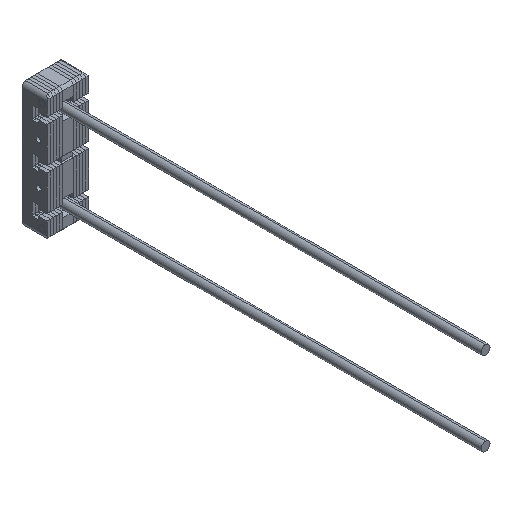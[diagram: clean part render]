
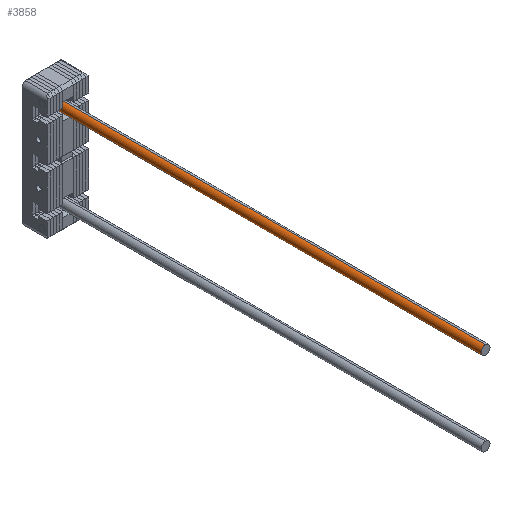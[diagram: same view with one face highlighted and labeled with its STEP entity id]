
A CAD part, isometric view. The second image highlights one B-rep face of the part: STEP entity #3858.
In plain terms, the highlighted cylindrical face has radius 2.145 mm (diameter 4.29 mm), a partial arc.
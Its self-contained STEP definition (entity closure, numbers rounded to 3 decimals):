
#32 = ORIENTED_EDGE ( 'NONE', *, *, #1193, .T. ) ;
#79 = ORIENTED_EDGE ( 'NONE', *, *, #4601, .F. ) ;
#243 = EDGE_LOOP ( 'NONE', ( #6684, #79, #596, #32 ) ) ;
#291 = CARTESIAN_POINT ( 'NONE',  ( 0., -3., -2.145 ) ) ;
#340 = DIRECTION ( 'NONE',  ( 0., 1., 0. ) ) ;
#383 = VECTOR ( 'NONE', #340, 1000. ) ;
#509 = AXIS2_PLACEMENT_3D ( 'NONE', #4351, #1371, #5623 ) ;
#596 = ORIENTED_EDGE ( 'NONE', *, *, #3004, .T. ) ;
#1193 = EDGE_CURVE ( 'NONE', #3060, #4475, #3862, .T. ) ;
#1309 = CIRCLE ( 'NONE', #6828, 2.145 ) ;
#1371 = DIRECTION ( 'NONE',  ( 0., -1., 0. ) ) ;
#1826 = DIRECTION ( 'NONE',  ( 0., -1., 0. ) ) ;
#1972 = CYLINDRICAL_SURFACE ( 'NONE', #5666, 2.145 ) ;
#2036 = CARTESIAN_POINT ( 'NONE',  ( 0., -207., 2.145 ) ) ;
#2084 = DIRECTION ( 'NONE',  ( 0., 0., 1. ) ) ;
#2152 = LINE ( 'NONE', #2036, #6443 ) ;
#2681 = CARTESIAN_POINT ( 'NONE',  ( 0., -207., 0. ) ) ;
#2788 = CARTESIAN_POINT ( 'NONE',  ( 0., -3., 2.145 ) ) ;
#2988 = CARTESIAN_POINT ( 'NONE',  ( 0., -207., 0. ) ) ;
#3004 = EDGE_CURVE ( 'NONE', #6328, #3060, #2152, .T. ) ;
#3060 = VERTEX_POINT ( 'NONE', #2788 ) ;
#3508 = CARTESIAN_POINT ( 'NONE',  ( 0., -207., -2.145 ) ) ;
#3858 = ADVANCED_FACE ( 'NONE', ( #7535 ), #1972, .T. ) ;
#3862 = CIRCLE ( 'NONE', #509, 2.145 ) ;
#3926 = EDGE_CURVE ( 'NONE', #5020, #4475, #5820, .T. ) ;
#4351 = CARTESIAN_POINT ( 'NONE',  ( 0., -3., 0. ) ) ;
#4475 = VERTEX_POINT ( 'NONE', #291 ) ;
#4485 = DIRECTION ( 'NONE',  ( 0., 1., 0. ) ) ;
#4601 = EDGE_CURVE ( 'NONE', #6328, #5020, #1309, .T. ) ;
#4651 = CARTESIAN_POINT ( 'NONE',  ( 0., -207., -2.145 ) ) ;
#5020 = VERTEX_POINT ( 'NONE', #3508 ) ;
#5475 = CARTESIAN_POINT ( 'NONE',  ( 0., -207., 2.145 ) ) ;
#5623 = DIRECTION ( 'NONE',  ( 0., 0., -1. ) ) ;
#5666 = AXIS2_PLACEMENT_3D ( 'NONE', #2681, #6221, #2084 ) ;
#5820 = LINE ( 'NONE', #4651, #383 ) ;
#6221 = DIRECTION ( 'NONE',  ( 0., 1., 0. ) ) ;
#6328 = VERTEX_POINT ( 'NONE', #5475 ) ;
#6443 = VECTOR ( 'NONE', #4485, 1000. ) ;
#6683 = DIRECTION ( 'NONE',  ( 0., 0., -1. ) ) ;
#6684 = ORIENTED_EDGE ( 'NONE', *, *, #3926, .F. ) ;
#6828 = AXIS2_PLACEMENT_3D ( 'NONE', #2988, #1826, #6683 ) ;
#7535 = FACE_OUTER_BOUND ( 'NONE', #243, .T. ) ;
